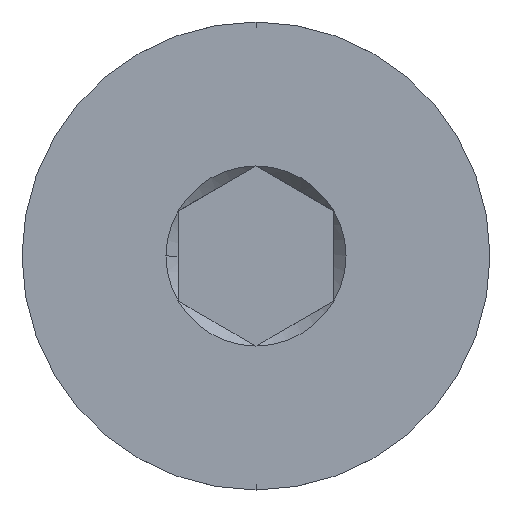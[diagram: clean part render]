
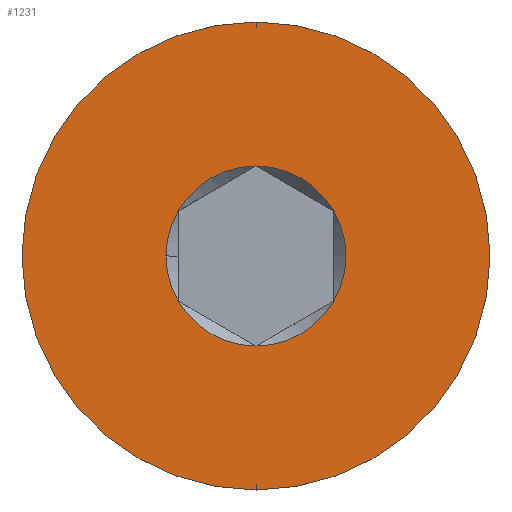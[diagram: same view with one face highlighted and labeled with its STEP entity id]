
A CAD part, top view. The second image highlights one B-rep face of the part: STEP entity #1231.
In plain terms, the highlighted planar face has unit normal (0, 0, 1).
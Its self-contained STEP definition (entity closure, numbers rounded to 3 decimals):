
#83 = VERTEX_POINT ( 'NONE', #13893 ) ;
#85 = EDGE_LOOP ( 'NONE', ( #9772, #11210 ) ) ;
#386 = CARTESIAN_POINT ( 'NONE',  ( -1., 0.577, 20. ) ) ;
#675 = VERTEX_POINT ( 'NONE', #6009 ) ;
#757 = DIRECTION ( 'NONE',  ( 0., 0., -1. ) ) ;
#860 = CARTESIAN_POINT ( 'NONE',  ( 0., -3., 20. ) ) ;
#900 = VERTEX_POINT ( 'NONE', #5559 ) ;
#1231 = ADVANCED_FACE ( 'NONE', ( #13257, #12910 ), #5547, .F. ) ;
#1301 = CARTESIAN_POINT ( 'NONE',  ( 0., 0., 20. ) ) ;
#1312 = ORIENTED_EDGE ( 'NONE', *, *, #12714, .T. ) ;
#1594 = CARTESIAN_POINT ( 'NONE',  ( 0., 0., 20. ) ) ;
#1805 = CIRCLE ( 'NONE', #9757, 1.155 ) ;
#2335 = CARTESIAN_POINT ( 'NONE',  ( 0., 0., 20. ) ) ;
#2566 = CIRCLE ( 'NONE', #7639, 1.155 ) ;
#2617 = CARTESIAN_POINT ( 'NONE',  ( 0., 0., 20. ) ) ;
#2756 = AXIS2_PLACEMENT_3D ( 'NONE', #2617, #3955, #5082 ) ;
#2916 = DIRECTION ( 'NONE',  ( -1., 0., 0. ) ) ;
#3440 = EDGE_CURVE ( 'NONE', #7018, #12558, #8460, .T. ) ;
#3658 = DIRECTION ( 'NONE',  ( 0., 0., -1. ) ) ;
#3955 = DIRECTION ( 'NONE',  ( 0., 0., -1. ) ) ;
#4034 = AXIS2_PLACEMENT_3D ( 'NONE', #13856, #10517, #11643 ) ;
#4483 = CARTESIAN_POINT ( 'NONE',  ( 0., 0., 20. ) ) ;
#4574 = CARTESIAN_POINT ( 'NONE',  ( 1., -0.577, 20. ) ) ;
#4644 = CIRCLE ( 'NONE', #9102, 1.155 ) ;
#5082 = DIRECTION ( 'NONE',  ( -1., 0., 0. ) ) ;
#5148 = CARTESIAN_POINT ( 'NONE',  ( 0., 0., 20. ) ) ;
#5358 = AXIS2_PLACEMENT_3D ( 'NONE', #5148, #11970, #9979 ) ;
#5541 = DIRECTION ( 'NONE',  ( -1., 0., 0. ) ) ;
#5547 = PLANE ( 'NONE',  #10840 ) ;
#5559 = CARTESIAN_POINT ( 'NONE',  ( 1., 0.577, 20. ) ) ;
#5618 = DIRECTION ( 'NONE',  ( 0., 0., -1. ) ) ;
#6009 = CARTESIAN_POINT ( 'NONE',  ( 0., 3., 20. ) ) ;
#6251 = DIRECTION ( 'NONE',  ( 0., 0., -1. ) ) ;
#6254 = AXIS2_PLACEMENT_3D ( 'NONE', #1594, #6251, #8507 ) ;
#6542 = AXIS2_PLACEMENT_3D ( 'NONE', #2335, #6893, #5541 ) ;
#6893 = DIRECTION ( 'NONE',  ( 0., 0., -1. ) ) ;
#7018 = VERTEX_POINT ( 'NONE', #4574 ) ;
#7375 = CARTESIAN_POINT ( 'NONE',  ( 0., 0., 20. ) ) ;
#7639 = AXIS2_PLACEMENT_3D ( 'NONE', #14732, #8989, #10132 ) ;
#7947 = DIRECTION ( 'NONE',  ( 0., 0., -1. ) ) ;
#8245 = EDGE_CURVE ( 'NONE', #12558, #83, #2566, .T. ) ;
#8460 = CIRCLE ( 'NONE', #6542, 1.155 ) ;
#8478 = ORIENTED_EDGE ( 'NONE', *, *, #13554, .T. ) ;
#8507 = DIRECTION ( 'NONE',  ( -1., 0., 0. ) ) ;
#8675 = VERTEX_POINT ( 'NONE', #9481 ) ;
#8989 = DIRECTION ( 'NONE',  ( 0., 0., -1. ) ) ;
#9102 = AXIS2_PLACEMENT_3D ( 'NONE', #4483, #5618, #13563 ) ;
#9351 = ORIENTED_EDGE ( 'NONE', *, *, #14429, .T. ) ;
#9467 = CIRCLE ( 'NONE', #2756, 1.155 ) ;
#9481 = CARTESIAN_POINT ( 'NONE',  ( -1.155, 0., 20. ) ) ;
#9757 = AXIS2_PLACEMENT_3D ( 'NONE', #7375, #757, #2916 ) ;
#9772 = ORIENTED_EDGE ( 'NONE', *, *, #11565, .T. ) ;
#9966 = EDGE_CURVE ( 'NONE', #83, #8675, #11793, .T. ) ;
#9979 = DIRECTION ( 'NONE',  ( 0., -1., 0. ) ) ;
#10057 = CARTESIAN_POINT ( 'NONE',  ( 0., -1.155, 20. ) ) ;
#10132 = DIRECTION ( 'NONE',  ( -1., 0., 0. ) ) ;
#10138 = EDGE_CURVE ( 'NONE', #675, #13304, #11444, .T. ) ;
#10222 = AXIS2_PLACEMENT_3D ( 'NONE', #1301, #3658, #11593 ) ;
#10242 = VERTEX_POINT ( 'NONE', #11893 ) ;
#10517 = DIRECTION ( 'NONE',  ( 0., 0., 1. ) ) ;
#10840 = AXIS2_PLACEMENT_3D ( 'NONE', #13597, #7947, #14739 ) ;
#10979 = ORIENTED_EDGE ( 'NONE', *, *, #12300, .T. ) ;
#11210 = ORIENTED_EDGE ( 'NONE', *, *, #10138, .T. ) ;
#11224 = EDGE_LOOP ( 'NONE', ( #10979, #9351, #1312, #12521, #14430, #13051, #8478 ) ) ;
#11246 = CIRCLE ( 'NONE', #5358, 3. ) ;
#11444 = CIRCLE ( 'NONE', #4034, 3. ) ;
#11565 = EDGE_CURVE ( 'NONE', #13304, #675, #11246, .T. ) ;
#11593 = DIRECTION ( 'NONE',  ( -1., 0., 0. ) ) ;
#11643 = DIRECTION ( 'NONE',  ( 0., -1., 0. ) ) ;
#11793 = CIRCLE ( 'NONE', #10222, 1.155 ) ;
#11893 = CARTESIAN_POINT ( 'NONE',  ( 0., 1.155, 20. ) ) ;
#11970 = DIRECTION ( 'NONE',  ( 0., 0., 1. ) ) ;
#12300 = EDGE_CURVE ( 'NONE', #14528, #10242, #1805, .T. ) ;
#12521 = ORIENTED_EDGE ( 'NONE', *, *, #3440, .T. ) ;
#12558 = VERTEX_POINT ( 'NONE', #10057 ) ;
#12714 = EDGE_CURVE ( 'NONE', #900, #7018, #4644, .T. ) ;
#12910 = FACE_BOUND ( 'NONE', #11224, .T. ) ;
#13051 = ORIENTED_EDGE ( 'NONE', *, *, #9966, .T. ) ;
#13257 = FACE_OUTER_BOUND ( 'NONE', #85, .T. ) ;
#13304 = VERTEX_POINT ( 'NONE', #860 ) ;
#13554 = EDGE_CURVE ( 'NONE', #8675, #14528, #9467, .T. ) ;
#13563 = DIRECTION ( 'NONE',  ( -1., 0., 0. ) ) ;
#13597 = CARTESIAN_POINT ( 'NONE',  ( 0., 0., 20. ) ) ;
#13856 = CARTESIAN_POINT ( 'NONE',  ( 0., 0., 20. ) ) ;
#13887 = CIRCLE ( 'NONE', #6254, 1.155 ) ;
#13893 = CARTESIAN_POINT ( 'NONE',  ( -1., -0.577, 20. ) ) ;
#14429 = EDGE_CURVE ( 'NONE', #10242, #900, #13887, .T. ) ;
#14430 = ORIENTED_EDGE ( 'NONE', *, *, #8245, .T. ) ;
#14528 = VERTEX_POINT ( 'NONE', #386 ) ;
#14732 = CARTESIAN_POINT ( 'NONE',  ( 0., 0., 20. ) ) ;
#14739 = DIRECTION ( 'NONE',  ( 0., 1., 0. ) ) ;
